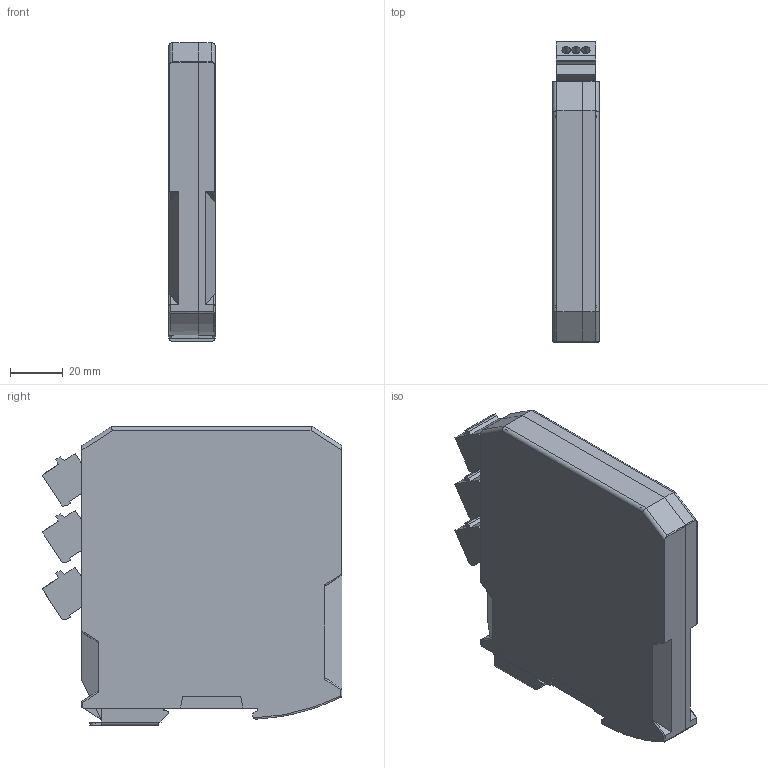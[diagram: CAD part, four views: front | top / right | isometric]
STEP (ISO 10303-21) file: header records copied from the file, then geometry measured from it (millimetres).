
FILE_DESCRIPTION (( 'STEP AP214' ), '1' );
FILE_NAME ('ex-9193_20-11-11-rstahl.STEP', '2024-08-22T16:20:37', ( '' ), ( '' ), 'SwSTEP 2.0', 'SolidWorks 2023', '' );
FILE_SCHEMA (( 'AUTOMOTIVE_DESIGN' ));
Length unit declared in the file: inch
Products named in the file (1): ex-9193_20-11-11-rstahl
Bounding box: 17.6 x 113.95 x 113.6 mm (x, y, z)
Volume: 198278.5 mm3; surface area: 57631.5 mm2
Topology: 6 solids, 10 shells, 452 faces, 1252 edges, 820 vertices
Faces by surface type: plane 349, cylinder 101, bspline 2
Full cylindrical faces by diameter (mm): 3.175 x9
Entity records: 14619 total; most frequent: CARTESIAN_POINT 3016, ORIENTED_EDGE 2468, DIRECTION 2259, EDGE_CURVE 1234, VECTOR 1001, LINE 1001, VERTEX_POINT 811, AXIS2_PLACEMENT_3D 629
